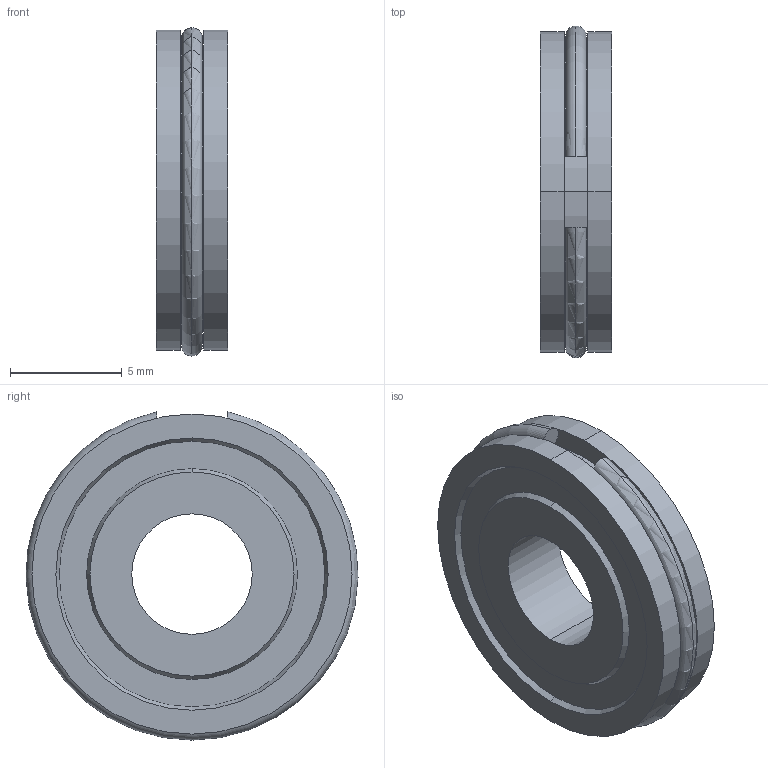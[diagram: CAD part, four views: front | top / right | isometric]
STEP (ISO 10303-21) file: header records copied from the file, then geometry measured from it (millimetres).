
FILE_DESCRIPTION (( 'STEP AP203' ), '1' );
FILE_NAME ('GSK-DISS-NI.STEP', '2025-08-27T13:35:33', ( '' ), ( '' ), 'SwSTEP 2.0', 'SolidWorks 2018', '' );
FILE_SCHEMA (( 'CONFIG_CONTROL_DESIGN' ));
Length unit declared in the file: inch
Products named in the file (1): GSK-DISS-NI
Bounding box: 3.19 x 14.87 x 14.7 mm (x, y, z)
Volume: 405.3 mm3; surface area: 687.6 mm2
Topology: 2 solids, 2 shells, 28 faces, 54 edges, 36 vertices
Faces by surface type: plane 10, cone 8, cylinder 8, torus 2
Entity records: 841 total; most frequent: CARTESIAN_POINT 155, DIRECTION 142, ORIENTED_EDGE 108, AXIS2_PLACEMENT_3D 63, EDGE_CURVE 54, VERTEX_POINT 36, EDGE_LOOP 36, CIRCLE 34
